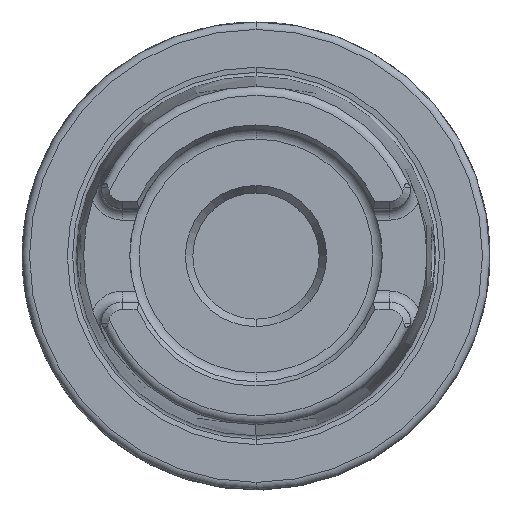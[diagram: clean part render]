
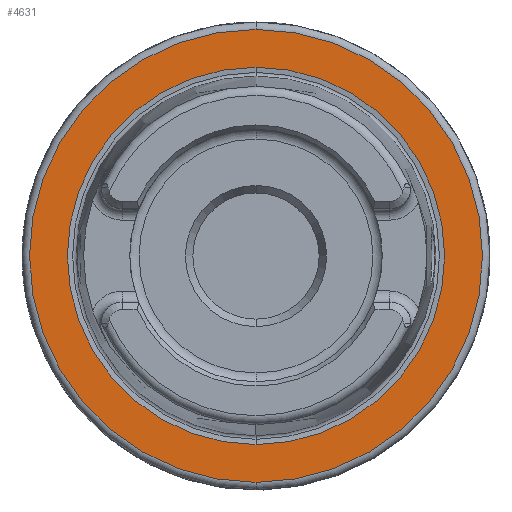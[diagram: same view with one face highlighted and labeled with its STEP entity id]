
A CAD part, top view. The second image highlights one B-rep face of the part: STEP entity #4631.
In plain terms, the highlighted planar face has unit normal (0, 0, 1).
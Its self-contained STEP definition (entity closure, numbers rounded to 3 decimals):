
#1108=CARTESIAN_POINT('',(0,0,26));
#1109=DIRECTION('',(0,0,-1));
#1110=DIRECTION('',(0,1,0));
#1111=AXIS2_PLACEMENT_3D('',#1108,#1109,#1110);
#1121=CARTESIAN_POINT('',(0,0,26));
#1122=DIRECTION('',(0,0,1));
#1123=DIRECTION('',(0,1,0));
#1124=AXIS2_PLACEMENT_3D('',#1121,#1122,#1123);
#1126=CARTESIAN_POINT('',(0,0,26));
#1127=DIRECTION('',(0,0,1));
#1128=DIRECTION('',(0,1,0));
#1129=AXIS2_PLACEMENT_3D('',#1126,#1127,#1128);
#1131=CARTESIAN_POINT('',(0,0,26));
#1132=DIRECTION('',(0,0,1));
#1133=DIRECTION('',(0,-1,0));
#1134=AXIS2_PLACEMENT_3D('',#1131,#1132,#1133);
#2998=CARTESIAN_POINT('',(0,25.409,26));
#3000=VERTEX_POINT('',#2998);
#3034=CARTESIAN_POINT('',(0,-25.409,26));
#3036=VERTEX_POINT('',#3034);
#3100=CARTESIAN_POINT('',(0,30.5,26));
#3101=CARTESIAN_POINT('',(0,-30.5,26));
#3102=VERTEX_POINT('',#3100);
#3103=VERTEX_POINT('',#3101);
#4616=CARTESIAN_POINT('',(0,0,26));
#4617=DIRECTION('',(0,0,-1));
#4618=DIRECTION('',(0,-1,0));
#4619=AXIS2_PLACEMENT_3D('',#4616,#4617,#4618);
#4620=PLANE('',#4619);
#4622=ORIENTED_EDGE('',*,*,#4621,.F.);
#4624=ORIENTED_EDGE('',*,*,#4623,.F.);
#4625=EDGE_LOOP('',(#4622,#4624));
#4626=FACE_OUTER_BOUND('',#4625,.F.);
#4627=ORIENTED_EDGE('',*,*,#4611,.T.);
#4628=ORIENTED_EDGE('',*,*,#4595,.F.);
#4629=EDGE_LOOP('',(#4627,#4628));
#4630=FACE_BOUND('',#4629,.F.);
#4631=ADVANCED_FACE('',(#4626,#4630),#4620,.F.);
#1112=CIRCLE('',#1111,25.409);
#1125=CIRCLE('',#1124,25.409);
#1130=CIRCLE('',#1129,30.5);
#1135=CIRCLE('',#1134,30.5);
#4595=EDGE_CURVE('',#3000,#3036,#1112,.T.);
#4611=EDGE_CURVE('',#3000,#3036,#1125,.T.);
#4621=EDGE_CURVE('',#3102,#3103,#1130,.T.);
#4623=EDGE_CURVE('',#3103,#3102,#1135,.T.);
